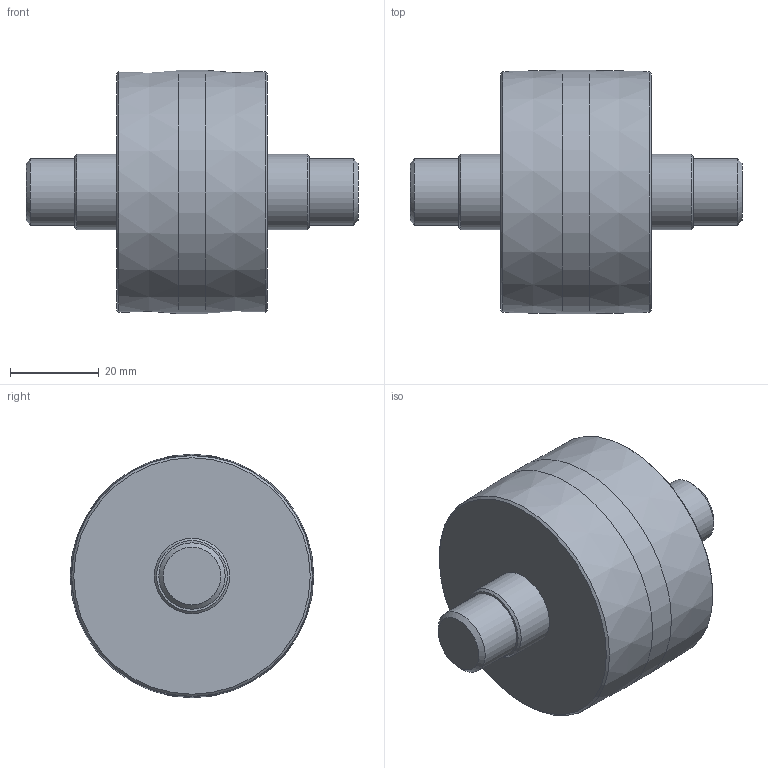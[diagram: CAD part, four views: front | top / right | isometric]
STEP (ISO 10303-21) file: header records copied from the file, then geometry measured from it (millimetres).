
FILE_DESCRIPTION((''),'2;1');
FILE_NAME('944514.ipt.stp','2010-09-05T12:27:59',(''),(''),'Autodesk Inventor 2010','Autodesk Inventor 2010','');
FILE_SCHEMA(('AUTOMOTIVE_DESIGN { 1 0 10303 214 1 1 1 1 }'));
Length unit declared in the file: millimetre
Products named in the file (1): 944514
Bounding box: 75 x 55 x 55 mm (x, y, z)
Volume: 88154.9 mm3; surface area: 12361.6 mm2
Topology: 1 solids, 1 shells, 19 faces, 31 edges, 18 vertices
Faces by surface type: cone 8, plane 6, cylinder 5
Full cylindrical faces by diameter (mm): 15 x2, 17 x2, 55 x1
Entity records: 400 total; most frequent: DIRECTION 76, CARTESIAN_POINT 56, AXIS2_PLACEMENT_3D 38, ORIENTED_EDGE 36, EDGE_LOOP 36, FACE_OUTER_BOUND 19, ADVANCED_FACE 19, VERTEX_POINT 18
